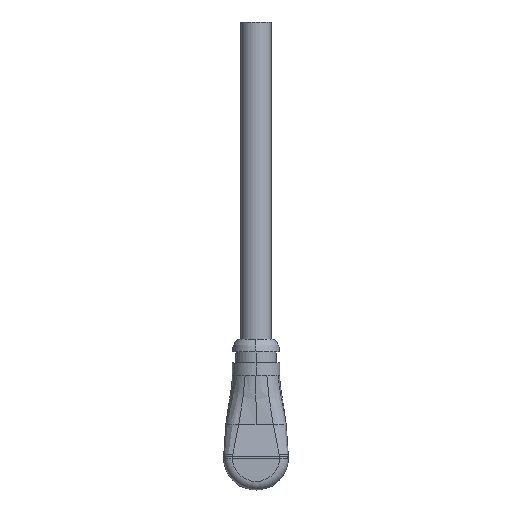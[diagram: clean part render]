
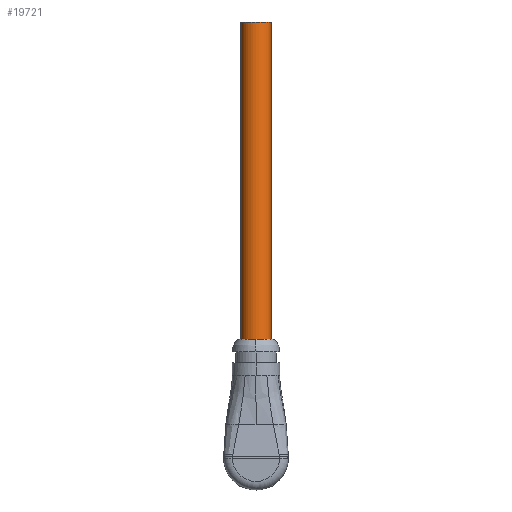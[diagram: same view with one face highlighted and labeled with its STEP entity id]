
A CAD part, front view. The second image highlights one B-rep face of the part: STEP entity #19721.
In plain terms, the highlighted cylindrical face has radius 3.5 mm (diameter 7 mm), a partial arc.
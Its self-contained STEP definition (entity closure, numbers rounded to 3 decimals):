
#4333=CARTESIAN_POINT('',(0.,0.,27.5));
#4334=DIRECTION('',(0.,0.,1.));
#4335=DIRECTION('',(-1.,0.,0.));
#4336=AXIS2_PLACEMENT_3D('',#4333,#4334,#4335);
#4343=CARTESIAN_POINT('',(0.,0.,100.993));
#4344=DIRECTION('',(0.,0.,1.));
#4345=DIRECTION('',(-1.,0.,0.));
#4346=AXIS2_PLACEMENT_3D('',#4343,#4344,#4345);
#4348=DIRECTION('',(0.,0.,1.));
#4349=VECTOR('',#4348,73.493);
#4350=CARTESIAN_POINT('',(-3.5,0.,27.5));
#4351=LINE('',#4350,#4349);
#4357=DIRECTION('',(0.,0.,1.));
#4358=VECTOR('',#4357,73.493);
#4359=CARTESIAN_POINT('',(3.5,0.,27.5));
#4360=LINE('',#4359,#4358);
#11372=CARTESIAN_POINT('',(-3.5,0.,27.5));
#11373=CARTESIAN_POINT('',(3.5,0.,27.5));
#11374=VERTEX_POINT('',#11372);
#11375=VERTEX_POINT('',#11373);
#12743=CARTESIAN_POINT('',(-3.5,0.,100.993));
#12744=CARTESIAN_POINT('',(3.5,0.,100.993));
#12745=VERTEX_POINT('',#12743);
#12746=VERTEX_POINT('',#12744);
#19707=CARTESIAN_POINT('',(0.,0.,17.793));
#19708=DIRECTION('',(0.,0.,1.));
#19709=DIRECTION('',(-1.,0.,0.));
#19710=AXIS2_PLACEMENT_3D('',#19707,#19708,#19709);
#19711=CYLINDRICAL_SURFACE('',#19710,3.5);
#19713=ORIENTED_EDGE('',*,*,#19712,.T.);
#19715=ORIENTED_EDGE('',*,*,#19714,.F.);
#19716=ORIENTED_EDGE('',*,*,#19700,.F.);
#19718=ORIENTED_EDGE('',*,*,#19717,.T.);
#19719=EDGE_LOOP('',(#19713,#19715,#19716,#19718));
#19720=FACE_OUTER_BOUND('',#19719,.F.);
#19721=ADVANCED_FACE('',(#19720),#19711,.T.);
#4337=CIRCLE('',#4336,3.5);
#4347=CIRCLE('',#4346,3.5);
#19700=EDGE_CURVE('',#11374,#11375,#4337,.T.);
#19712=EDGE_CURVE('',#12745,#12746,#4347,.T.);
#19714=EDGE_CURVE('',#11375,#12746,#4360,.T.);
#19717=EDGE_CURVE('',#11374,#12745,#4351,.T.);
